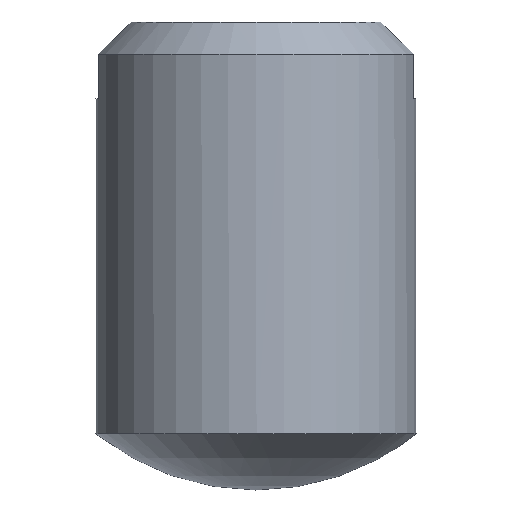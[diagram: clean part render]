
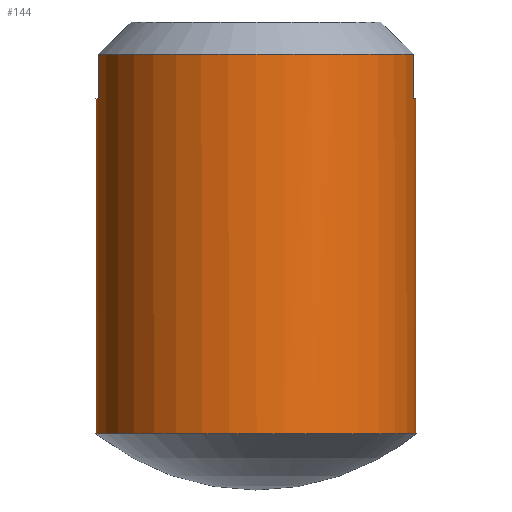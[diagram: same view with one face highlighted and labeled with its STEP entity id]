
A CAD part, front view. The second image highlights one B-rep face of the part: STEP entity #144.
In plain terms, the highlighted cylindrical face has radius 3.175 mm (diameter 6.35 mm), a full revolution.
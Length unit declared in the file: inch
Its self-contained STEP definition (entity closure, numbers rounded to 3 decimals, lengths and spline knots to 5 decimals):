
#18=FACE_BOUND('',#37,.T.);
#19=CYLINDRICAL_SURFACE('',#163,0.125);
#27=FACE_OUTER_BOUND('',#36,.T.);
#36=EDGE_LOOP('',(#114,#115,#116,#117,#118,#119,#120,#121));
#37=EDGE_LOOP('',(#122));
#45=LINE('',#228,#53);
#46=LINE('',#230,#54);
#48=LINE('',#242,#56);
#50=LINE('',#253,#58);
#53=VECTOR('',#186,0.3937);
#54=VECTOR('',#187,0.3937);
#56=VECTOR('',#191,0.3937);
#58=VECTOR('',#193,0.3937);
#59=CIRCLE('',#159,0.125);
#60=CIRCLE('',#160,0.125);
#61=CIRCLE('',#164,0.125);
#62=CIRCLE('',#165,0.125);
#63=CIRCLE('',#166,0.125);
#66=VERTEX_POINT('',#218);
#67=VERTEX_POINT('',#219);
#68=VERTEX_POINT('',#221);
#69=VERTEX_POINT('',#223);
#70=VERTEX_POINT('',#227);
#71=VERTEX_POINT('',#229);
#74=VERTEX_POINT('',#241);
#77=VERTEX_POINT('',#249);
#78=VERTEX_POINT('',#257);
#79=EDGE_CURVE('',#66,#67,#59,.T.);
#81=EDGE_CURVE('',#69,#68,#60,.T.);
#83=EDGE_CURVE('',#67,#70,#45,.T.);
#84=EDGE_CURVE('',#71,#69,#46,.T.);
#88=EDGE_CURVE('',#74,#66,#48,.T.);
#92=EDGE_CURVE('',#68,#77,#50,.T.);
#93=EDGE_CURVE('',#70,#71,#61,.T.);
#94=EDGE_CURVE('',#77,#74,#62,.T.);
#95=EDGE_CURVE('',#78,#78,#63,.T.);
#114=ORIENTED_EDGE('',*,*,#88,.T.);
#115=ORIENTED_EDGE('',*,*,#79,.T.);
#116=ORIENTED_EDGE('',*,*,#83,.T.);
#117=ORIENTED_EDGE('',*,*,#93,.T.);
#118=ORIENTED_EDGE('',*,*,#84,.T.);
#119=ORIENTED_EDGE('',*,*,#81,.T.);
#120=ORIENTED_EDGE('',*,*,#92,.T.);
#121=ORIENTED_EDGE('',*,*,#94,.T.);
#122=ORIENTED_EDGE('',*,*,#95,.T.);
#144=ADVANCED_FACE('',(#27,#18),#19,.T.);
#159=AXIS2_PLACEMENT_3D('',#220,#178,#179);
#160=AXIS2_PLACEMENT_3D('',#224,#181,#182);
#163=AXIS2_PLACEMENT_3D('',#254,#194,#195);
#164=AXIS2_PLACEMENT_3D('',#255,#196,#197);
#165=AXIS2_PLACEMENT_3D('',#256,#198,#199);
#166=AXIS2_PLACEMENT_3D('',#258,#200,#201);
#178=DIRECTION('center_axis',(0.,0.,-1.));
#179=DIRECTION('ref_axis',(-1.,0.,0.));
#181=DIRECTION('center_axis',(0.,0.,-1.));
#182=DIRECTION('ref_axis',(-1.,0.,0.));
#186=DIRECTION('',(0.,0.,1.));
#187=DIRECTION('',(0.,0.,-1.));
#191=DIRECTION('',(0.,0.,-1.));
#193=DIRECTION('',(0.,0.,1.));
#194=DIRECTION('center_axis',(0.,0.,1.));
#195=DIRECTION('ref_axis',(-1.,0.,0.));
#196=DIRECTION('center_axis',(0.,0.,-1.));
#197=DIRECTION('ref_axis',(-1.,0.,0.));
#198=DIRECTION('center_axis',(0.,0.,-1.));
#199=DIRECTION('ref_axis',(-1.,0.,0.));
#200=DIRECTION('center_axis',(0.,0.,1.));
#201=DIRECTION('ref_axis',(-1.,0.,0.));
#218=CARTESIAN_POINT('',(0.12296,0.0225,0.305));
#219=CARTESIAN_POINT('',(0.12296,-0.0225,0.305));
#220=CARTESIAN_POINT('Origin',(0.,0.,0.305));
#221=CARTESIAN_POINT('',(-0.12296,0.0225,0.305));
#223=CARTESIAN_POINT('',(-0.12296,-0.0225,0.305));
#224=CARTESIAN_POINT('Origin',(0.,0.,0.305));
#227=CARTESIAN_POINT('',(0.12296,-0.0225,0.34));
#228=CARTESIAN_POINT('',(0.12296,-0.0225,0.));
#229=CARTESIAN_POINT('',(-0.12296,-0.0225,0.34));
#230=CARTESIAN_POINT('',(-0.12296,-0.0225,0.));
#241=CARTESIAN_POINT('',(0.12296,0.0225,0.34));
#242=CARTESIAN_POINT('',(0.12296,0.0225,0.));
#249=CARTESIAN_POINT('',(-0.12296,0.0225,0.34));
#253=CARTESIAN_POINT('',(-0.12296,0.0225,0.));
#254=CARTESIAN_POINT('Origin',(0.,0.,0.));
#255=CARTESIAN_POINT('Origin',(0.,0.,0.34));
#256=CARTESIAN_POINT('Origin',(0.,0.,0.34));
#257=CARTESIAN_POINT('',(0.,0.125,0.04388));
#258=CARTESIAN_POINT('Origin',(0.,0.,0.04388));
